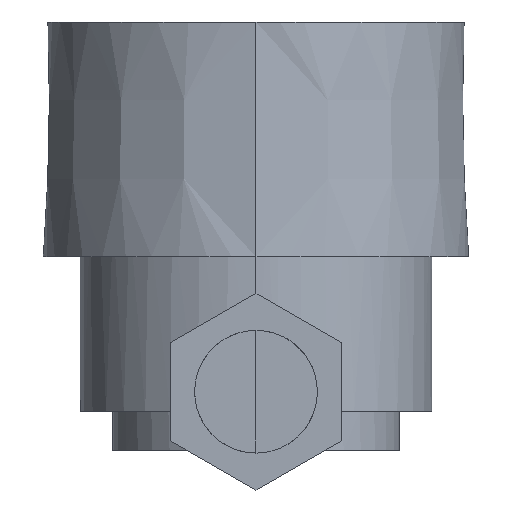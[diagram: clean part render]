
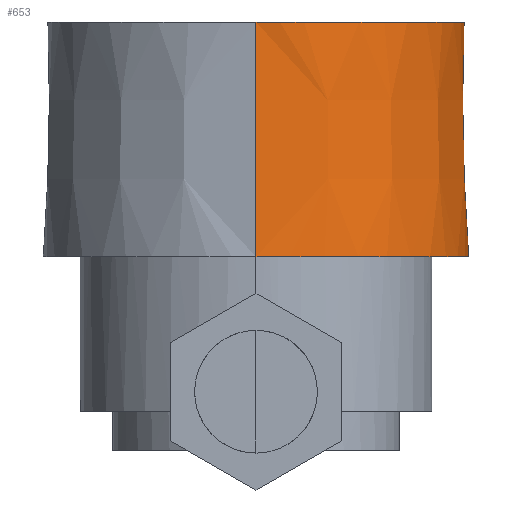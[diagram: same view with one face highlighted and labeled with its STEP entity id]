
A CAD part, left-side view. The second image highlights one B-rep face of the part: STEP entity #653.
In plain terms, the highlighted conical face has half-angle 1.146 degrees and reference radius 36.22 mm.
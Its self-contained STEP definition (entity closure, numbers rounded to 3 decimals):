
#556=CARTESIAN_POINT('Control Point',(-36.3,0.,23.)) ;
#557=CARTESIAN_POINT('Control Point',(-36.3,-36.3,23.)) ;
#558=CARTESIAN_POINT('Control Point',(0.,-36.3,23.)) ;
#559=CARTESIAN_POINT('Control Point',(36.3,-36.3,23.)) ;
#560=CARTESIAN_POINT('Control Point',(36.3,0.,23.)) ;
#561=CARTESIAN_POINT('Vertex',(-36.3,0.,23.)) ;
#563=CARTESIAN_POINT('Vertex',(36.3,0.,23.)) ;
#600=CARTESIAN_POINT('Vertex',(-35.5,0.,63.)) ;
#602=CARTESIAN_POINT('Vertex',(35.5,0.,63.)) ;
#606=CARTESIAN_POINT('Control Point',(35.5,0.,63.)) ;
#607=CARTESIAN_POINT('Control Point',(35.5,-35.5,63.)) ;
#608=CARTESIAN_POINT('Control Point',(0.,-35.5,63.)) ;
#609=CARTESIAN_POINT('Control Point',(-35.5,-35.5,63.)) ;
#610=CARTESIAN_POINT('Control Point',(-35.5,0.,63.)) ;
#634=CARTESIAN_POINT('Axis2P3D Location',(0.,0.,27.)) ;
#640=CARTESIAN_POINT('Control Point',(-36.3,0.,23.)) ;
#641=CARTESIAN_POINT('Control Point',(-35.5,0.,63.)) ;
#644=CARTESIAN_POINT('Control Point',(35.5,0.,63.)) ;
#645=CARTESIAN_POINT('Control Point',(36.3,0.,23.)) ;
#635=DIRECTION('Axis2P3D Direction',(0.,0.,-1.)) ;
#636=DIRECTION('Axis2P3D XDirection',(1.,0.,0.)) ;
#637=AXIS2_PLACEMENT_3D('Cone Axis2P3D',#634,#635,#636) ;
#638=CONICAL_SURFACE('Cone',#637,36.22,0.02) ;
#565=EDGE_CURVE('',#562,#564,#555,.T.) ;
#611=EDGE_CURVE('',#603,#601,#605,.T.) ;
#642=EDGE_CURVE('',#562,#601,#639,.T.) ;
#646=EDGE_CURVE('',#603,#564,#643,.T.) ;
#648=ORIENTED_EDGE('',*,*,#611,.T.) ;
#649=ORIENTED_EDGE('',*,*,#642,.F.) ;
#650=ORIENTED_EDGE('',*,*,#565,.T.) ;
#651=ORIENTED_EDGE('',*,*,#646,.F.) ;
#647=EDGE_LOOP('',(#648,#649,#650,#651)) ;
#562=VERTEX_POINT('',#561) ;
#564=VERTEX_POINT('',#563) ;
#601=VERTEX_POINT('',#600) ;
#603=VERTEX_POINT('',#602) ;
#653=ADVANCED_FACE('Solid3',(#652),#638,.T.) ;
#639=B_SPLINE_CURVE_WITH_KNOTS('',1,(#640,#641),.UNSPECIFIED.,.F.,.U.,(2,2),(0.,0.131),.UNSPECIFIED.) ;
#643=B_SPLINE_CURVE_WITH_KNOTS('',1,(#644,#645),.UNSPECIFIED.,.F.,.U.,(2,2),(0.,0.131),.UNSPECIFIED.) ;
#652=FACE_OUTER_BOUND('',#647,.T.) ;
#555=(BOUNDED_CURVE()B_SPLINE_CURVE(2,(#556,#557,#558,#559,#560),.UNSPECIFIED.,.F.,.U.)B_SPLINE_CURVE_WITH_KNOTS((3,2,3),(0.,72.6,145.2),.UNSPECIFIED.)CURVE()GEOMETRIC_REPRESENTATION_ITEM()RATIONAL_B_SPLINE_CURVE((1.,0.707,1.,0.707,1.))REPRESENTATION_ITEM('')) ;
#605=(BOUNDED_CURVE()B_SPLINE_CURVE(2,(#606,#607,#608,#609,#610),.UNSPECIFIED.,.F.,.U.)B_SPLINE_CURVE_WITH_KNOTS((3,2,3),(0.,71.,142.),.UNSPECIFIED.)CURVE()GEOMETRIC_REPRESENTATION_ITEM()RATIONAL_B_SPLINE_CURVE((1.,0.707,1.,0.707,1.))REPRESENTATION_ITEM('')) ;
